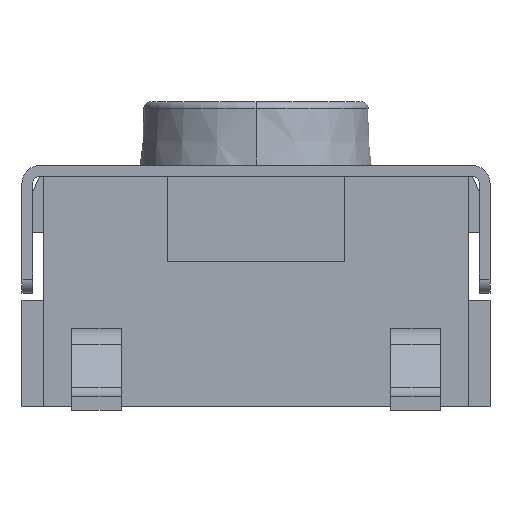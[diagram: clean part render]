
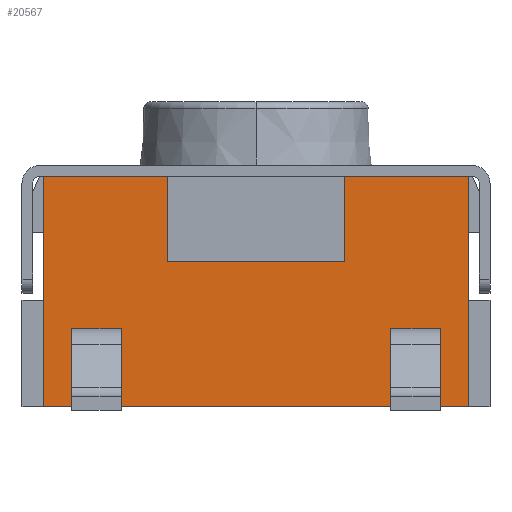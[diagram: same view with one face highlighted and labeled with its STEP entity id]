
A CAD part, left-side view. The second image highlights one B-rep face of the part: STEP entity #20567.
In plain terms, the highlighted planar face has unit normal (-1, 0, 0).
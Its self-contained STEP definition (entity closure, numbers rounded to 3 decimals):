
#623 = LINE ( 'NONE', #736, #14737 ) ;
#736 = CARTESIAN_POINT ( 'NONE',  ( -3., 1.25, 2.05 ) ) ;
#787 = CARTESIAN_POINT ( 'NONE',  ( -3., -2.6, 1.1 ) ) ;
#809 = LINE ( 'NONE', #19280, #4779 ) ;
#1132 = VECTOR ( 'NONE', #4649, 1000. ) ;
#1403 = LINE ( 'NONE', #5065, #3977 ) ;
#1766 = EDGE_CURVE ( 'NONE', #13116, #15240, #22559, .T. ) ;
#1786 = CARTESIAN_POINT ( 'NONE',  ( -3., 3., 0. ) ) ;
#2062 = CARTESIAN_POINT ( 'NONE',  ( -3., 1.9, 1.1 ) ) ;
#2083 = VERTEX_POINT ( 'NONE', #2062 ) ;
#2500 = ORIENTED_EDGE ( 'NONE', *, *, #12676, .F. ) ;
#2551 = CARTESIAN_POINT ( 'NONE',  ( -3., -3.3, 3.25 ) ) ;
#2825 = CARTESIAN_POINT ( 'NONE',  ( -3., 1.25, 2.05 ) ) ;
#2999 = CARTESIAN_POINT ( 'NONE',  ( -3., -1.9, 1.1 ) ) ;
#3369 = CARTESIAN_POINT ( 'NONE',  ( -3., 2.6, 0.9 ) ) ;
#3507 = EDGE_CURVE ( 'NONE', #5343, #7141, #6261, .T. ) ;
#3811 = CARTESIAN_POINT ( 'NONE',  ( -3., 3., 3.25 ) ) ;
#3840 = CARTESIAN_POINT ( 'NONE',  ( -3., -3., 3.25 ) ) ;
#3858 = EDGE_CURVE ( 'NONE', #15240, #2083, #21840, .T. ) ;
#3977 = VECTOR ( 'NONE', #21161, 1000. ) ;
#4260 = VECTOR ( 'NONE', #11749, 1000. ) ;
#4380 = DIRECTION ( 'NONE',  ( 0., 0., 1. ) ) ;
#4553 = FACE_BOUND ( 'NONE', #10661, .T. ) ;
#4556 = ORIENTED_EDGE ( 'NONE', *, *, #15204, .F. ) ;
#4649 = DIRECTION ( 'NONE',  ( 0., -1., 0. ) ) ;
#4756 = VERTEX_POINT ( 'NONE', #8177 ) ;
#4779 = VECTOR ( 'NONE', #8479, 1000. ) ;
#4809 = CARTESIAN_POINT ( 'NONE',  ( -3., 1.25, 3.25 ) ) ;
#5011 = CARTESIAN_POINT ( 'NONE',  ( -3., -3.3, 3.25 ) ) ;
#5065 = CARTESIAN_POINT ( 'NONE',  ( -3., 1.9, 1.1 ) ) ;
#5097 = ORIENTED_EDGE ( 'NONE', *, *, #15403, .T. ) ;
#5189 = CARTESIAN_POINT ( 'NONE',  ( -3., -2.6, 0.9 ) ) ;
#5268 = DIRECTION ( 'NONE',  ( 0., 0., -1. ) ) ;
#5281 = VECTOR ( 'NONE', #5268, 1000. ) ;
#5343 = VERTEX_POINT ( 'NONE', #3840 ) ;
#5503 = DIRECTION ( 'NONE',  ( 0., 1., 0. ) ) ;
#5508 = VECTOR ( 'NONE', #20933, 1000. ) ;
#5735 = CARTESIAN_POINT ( 'NONE',  ( -3., 1.9, 1.1 ) ) ;
#5850 = CARTESIAN_POINT ( 'NONE',  ( -3., 3., 0. ) ) ;
#6000 = DIRECTION ( 'NONE',  ( 0., -1., 0. ) ) ;
#6261 = LINE ( 'NONE', #22827, #5508 ) ;
#6547 = LINE ( 'NONE', #2999, #19711 ) ;
#6582 = VECTOR ( 'NONE', #5503, 1000. ) ;
#7141 = VERTEX_POINT ( 'NONE', #18683 ) ;
#7499 = LINE ( 'NONE', #16390, #6582 ) ;
#7560 = VECTOR ( 'NONE', #23282, 1000. ) ;
#7829 = DIRECTION ( 'NONE',  ( 0., -1., 0. ) ) ;
#8002 = LINE ( 'NONE', #17118, #12983 ) ;
#8171 = EDGE_LOOP ( 'NONE', ( #9321, #23177, #16556, #5097 ) ) ;
#8177 = CARTESIAN_POINT ( 'NONE',  ( -3., 1.9, 0.9 ) ) ;
#8213 = VERTEX_POINT ( 'NONE', #11313 ) ;
#8325 = CARTESIAN_POINT ( 'NONE',  ( -3., 2.6, 1.1 ) ) ;
#8479 = DIRECTION ( 'NONE',  ( 0., 0., 1. ) ) ;
#8640 = DIRECTION ( 'NONE',  ( 0., 0., -1. ) ) ;
#9038 = EDGE_CURVE ( 'NONE', #21465, #9646, #15720, .T. ) ;
#9321 = ORIENTED_EDGE ( 'NONE', *, *, #9038, .T. ) ;
#9372 = LINE ( 'NONE', #2551, #4260 ) ;
#9646 = VERTEX_POINT ( 'NONE', #10491 ) ;
#9939 = CARTESIAN_POINT ( 'NONE',  ( -3., 2.6, 1.1 ) ) ;
#10491 = CARTESIAN_POINT ( 'NONE',  ( -3., -1.9, 0.9 ) ) ;
#10661 = EDGE_LOOP ( 'NONE', ( #19410, #21888, #12008, #16726 ) ) ;
#11082 = VECTOR ( 'NONE', #14967, 1000. ) ;
#11308 = VECTOR ( 'NONE', #22879, 1000. ) ;
#11313 = CARTESIAN_POINT ( 'NONE',  ( -3., -1.9, 1.1 ) ) ;
#11505 = CARTESIAN_POINT ( 'NONE',  ( -3., -1.25, 3.25 ) ) ;
#11545 = EDGE_CURVE ( 'NONE', #19905, #5343, #8002, .T. ) ;
#11577 = VERTEX_POINT ( 'NONE', #787 ) ;
#11729 = PLANE ( 'NONE',  #19412 ) ;
#11749 = DIRECTION ( 'NONE',  ( 0., -1., 0. ) ) ;
#12008 = ORIENTED_EDGE ( 'NONE', *, *, #3858, .T. ) ;
#12203 = CARTESIAN_POINT ( 'NONE',  ( -3., -2.6, 0.9 ) ) ;
#12676 = EDGE_CURVE ( 'NONE', #20129, #14036, #9372, .T. ) ;
#12941 = LINE ( 'NONE', #17289, #1132 ) ;
#12983 = VECTOR ( 'NONE', #6000, 1000. ) ;
#13006 = VECTOR ( 'NONE', #22536, 1000. ) ;
#13116 = VERTEX_POINT ( 'NONE', #3369 ) ;
#13526 = FACE_OUTER_BOUND ( 'NONE', #20042, .T. ) ;
#13763 = DIRECTION ( 'NONE',  ( 1., 0., 0. ) ) ;
#14036 = VERTEX_POINT ( 'NONE', #4809 ) ;
#14383 = VECTOR ( 'NONE', #15577, 1000. ) ;
#14541 = ORIENTED_EDGE ( 'NONE', *, *, #16941, .T. ) ;
#14737 = VECTOR ( 'NONE', #7829, 1000. ) ;
#14967 = DIRECTION ( 'NONE',  ( 0., -1., 0. ) ) ;
#15204 = EDGE_CURVE ( 'NONE', #18452, #22109, #623, .T. ) ;
#15240 = VERTEX_POINT ( 'NONE', #9939 ) ;
#15403 = EDGE_CURVE ( 'NONE', #11577, #21465, #23253, .T. ) ;
#15464 = EDGE_CURVE ( 'NONE', #19224, #7141, #12941, .T. ) ;
#15577 = DIRECTION ( 'NONE',  ( 0., 0., 1. ) ) ;
#15720 = LINE ( 'NONE', #5189, #7560 ) ;
#16272 = EDGE_CURVE ( 'NONE', #8213, #11577, #19111, .T. ) ;
#16297 = EDGE_CURVE ( 'NONE', #9646, #8213, #6547, .T. ) ;
#16390 = CARTESIAN_POINT ( 'NONE',  ( -3., 1.9, 0.9 ) ) ;
#16447 = ORIENTED_EDGE ( 'NONE', *, *, #17706, .F. ) ;
#16451 = ORIENTED_EDGE ( 'NONE', *, *, #15464, .T. ) ;
#16556 = ORIENTED_EDGE ( 'NONE', *, *, #16272, .T. ) ;
#16710 = EDGE_CURVE ( 'NONE', #18452, #14036, #18695, .T. ) ;
#16726 = ORIENTED_EDGE ( 'NONE', *, *, #16846, .T. ) ;
#16846 = EDGE_CURVE ( 'NONE', #2083, #4756, #1403, .T. ) ;
#16941 = EDGE_CURVE ( 'NONE', #20129, #19224, #22399, .T. ) ;
#17118 = CARTESIAN_POINT ( 'NONE',  ( -3., -3.3, 3.25 ) ) ;
#17289 = CARTESIAN_POINT ( 'NONE',  ( -3., -3.3, 0. ) ) ;
#17323 = CARTESIAN_POINT ( 'NONE',  ( -3., -2.6, 1.1 ) ) ;
#17349 = ORIENTED_EDGE ( 'NONE', *, *, #11545, .F. ) ;
#17706 = EDGE_CURVE ( 'NONE', #22109, #19905, #809, .T. ) ;
#18452 = VERTEX_POINT ( 'NONE', #19264 ) ;
#18683 = CARTESIAN_POINT ( 'NONE',  ( -3., -3., 0. ) ) ;
#18695 = LINE ( 'NONE', #2825, #19820 ) ;
#18703 = ORIENTED_EDGE ( 'NONE', *, *, #16710, .T. ) ;
#18871 = FACE_BOUND ( 'NONE', #8171, .T. ) ;
#19111 = LINE ( 'NONE', #17323, #11308 ) ;
#19224 = VERTEX_POINT ( 'NONE', #1786 ) ;
#19228 = DIRECTION ( 'NONE',  ( 0., 0., 1. ) ) ;
#19264 = CARTESIAN_POINT ( 'NONE',  ( -3., 1.25, 2.05 ) ) ;
#19280 = CARTESIAN_POINT ( 'NONE',  ( -3., -1.25, 2.05 ) ) ;
#19410 = ORIENTED_EDGE ( 'NONE', *, *, #21321, .T. ) ;
#19412 = AXIS2_PLACEMENT_3D ( 'NONE', #5011, #13763, #8640 ) ;
#19711 = VECTOR ( 'NONE', #19228, 1000. ) ;
#19820 = VECTOR ( 'NONE', #4380, 1000. ) ;
#19905 = VERTEX_POINT ( 'NONE', #11505 ) ;
#19935 = CARTESIAN_POINT ( 'NONE',  ( -3., -2.6, 1.1 ) ) ;
#20042 = EDGE_LOOP ( 'NONE', ( #2500, #14541, #16451, #23311, #17349, #16447, #4556, #18703 ) ) ;
#20129 = VERTEX_POINT ( 'NONE', #3811 ) ;
#20567 = ADVANCED_FACE ( 'NONE', ( #18871, #13526, #4553 ), #11729, .F. ) ;
#20913 = CARTESIAN_POINT ( 'NONE',  ( -3., -1.25, 2.05 ) ) ;
#20933 = DIRECTION ( 'NONE',  ( 0., 0., -1. ) ) ;
#21161 = DIRECTION ( 'NONE',  ( 0., 0., -1. ) ) ;
#21321 = EDGE_CURVE ( 'NONE', #4756, #13116, #7499, .T. ) ;
#21465 = VERTEX_POINT ( 'NONE', #12203 ) ;
#21840 = LINE ( 'NONE', #5735, #11082 ) ;
#21888 = ORIENTED_EDGE ( 'NONE', *, *, #1766, .T. ) ;
#22109 = VERTEX_POINT ( 'NONE', #20913 ) ;
#22399 = LINE ( 'NONE', #5850, #13006 ) ;
#22536 = DIRECTION ( 'NONE',  ( 0., 0., -1. ) ) ;
#22559 = LINE ( 'NONE', #8325, #14383 ) ;
#22827 = CARTESIAN_POINT ( 'NONE',  ( -3., -3., 0. ) ) ;
#22879 = DIRECTION ( 'NONE',  ( 0., -1., 0. ) ) ;
#23177 = ORIENTED_EDGE ( 'NONE', *, *, #16297, .T. ) ;
#23253 = LINE ( 'NONE', #19935, #5281 ) ;
#23282 = DIRECTION ( 'NONE',  ( 0., 1., 0. ) ) ;
#23311 = ORIENTED_EDGE ( 'NONE', *, *, #3507, .F. ) ;
